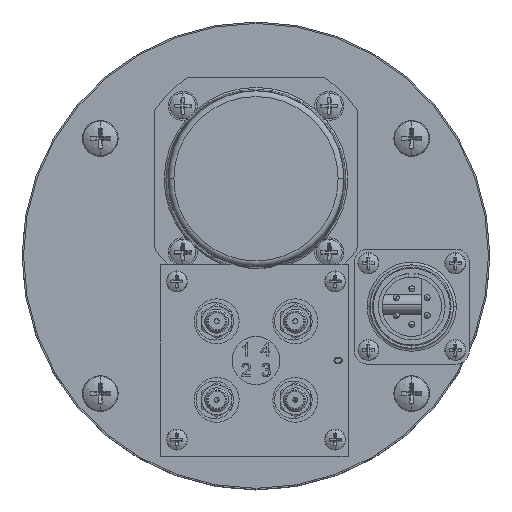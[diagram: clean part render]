
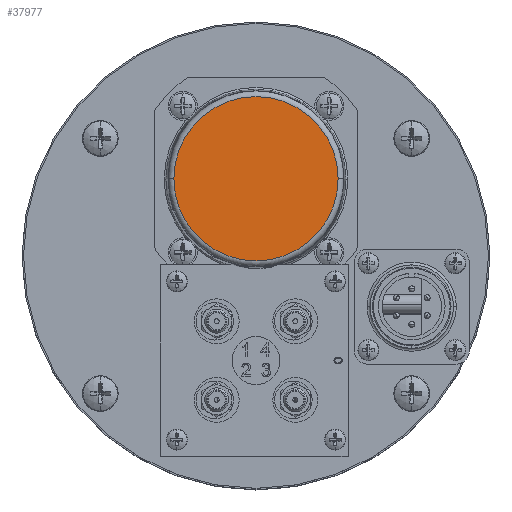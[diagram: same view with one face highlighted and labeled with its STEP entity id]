
A CAD part, top view. The second image highlights one B-rep face of the part: STEP entity #37977.
In plain terms, the highlighted planar face has unit normal (0, 0, 1).
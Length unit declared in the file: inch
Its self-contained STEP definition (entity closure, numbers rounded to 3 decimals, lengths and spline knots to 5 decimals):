
#4265 = CARTESIAN_POINT ( 'NONE',  ( 0.8569, 0.8, 8.549 ) ) ;
#8017 = CARTESIAN_POINT ( 'NONE',  ( 0., 0.8, 8.549 ) ) ;
#8871 = PLANE ( 'NONE',  #12131 ) ;
#8942 = VERTEX_POINT ( 'NONE', #20281 ) ;
#11237 = AXIS2_PLACEMENT_3D ( 'NONE', #8017, #31826, #22894 ) ;
#12096 = DIRECTION ( 'NONE',  ( 0., 0., 1. ) ) ;
#12131 = AXIS2_PLACEMENT_3D ( 'NONE', #21006, #12096, #15154 ) ;
#12653 = EDGE_CURVE ( 'NONE', #33578, #8942, #37316, .T. ) ;
#13222 = ORIENTED_EDGE ( 'NONE', *, *, #28272, .T. ) ;
#14072 = DIRECTION ( 'NONE',  ( 0., 0., 1. ) ) ;
#14810 = CIRCLE ( 'NONE', #11237, 0.8569 ) ;
#15154 = DIRECTION ( 'NONE',  ( 1., 0., 0. ) ) ;
#18413 = ORIENTED_EDGE ( 'NONE', *, *, #12653, .T. ) ;
#20281 = CARTESIAN_POINT ( 'NONE',  ( -0.8569, 0.8, 8.549 ) ) ;
#21006 = CARTESIAN_POINT ( 'NONE',  ( 0., 0.8, 8.549 ) ) ;
#22894 = DIRECTION ( 'NONE',  ( 1., 0., 0. ) ) ;
#23959 = AXIS2_PLACEMENT_3D ( 'NONE', #34696, #14072, #37522 ) ;
#28272 = EDGE_CURVE ( 'NONE', #8942, #33578, #14810, .T. ) ;
#30496 = FACE_OUTER_BOUND ( 'NONE', #34308, .T. ) ;
#31826 = DIRECTION ( 'NONE',  ( 0., 0., 1. ) ) ;
#33578 = VERTEX_POINT ( 'NONE', #4265 ) ;
#34308 = EDGE_LOOP ( 'NONE', ( #18413, #13222 ) ) ;
#34696 = CARTESIAN_POINT ( 'NONE',  ( 0., 0.8, 8.549 ) ) ;
#37316 = CIRCLE ( 'NONE', #23959, 0.8569 ) ;
#37522 = DIRECTION ( 'NONE',  ( 1., 0., 0. ) ) ;
#37977 = ADVANCED_FACE ( 'NONE', ( #30496 ), #8871, .T. ) ;
